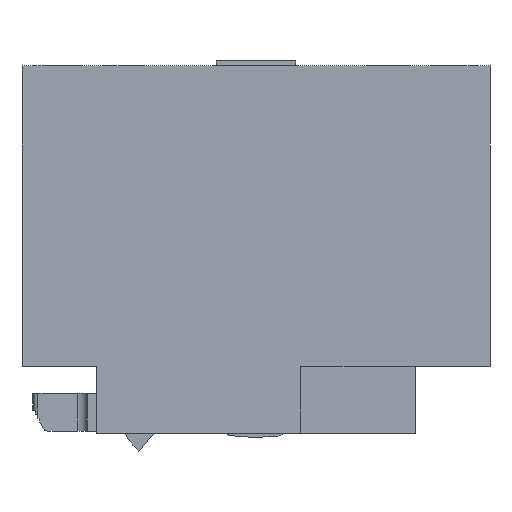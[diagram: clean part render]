
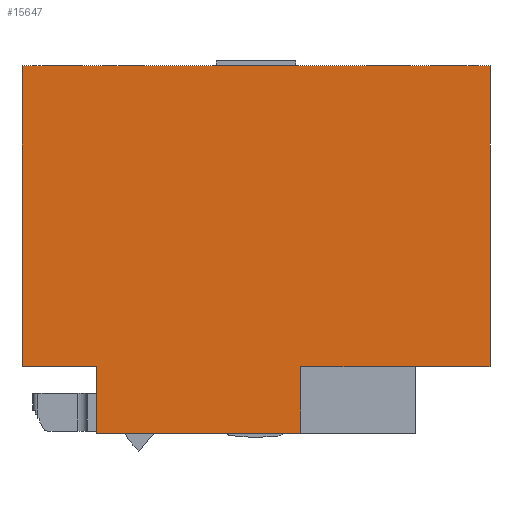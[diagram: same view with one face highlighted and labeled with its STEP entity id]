
A CAD part, left-side view. The second image highlights one B-rep face of the part: STEP entity #15647.
In plain terms, the highlighted planar face has unit normal (-1, 0, 0).
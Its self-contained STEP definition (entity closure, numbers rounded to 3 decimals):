
#2819=DIRECTION('',(0.,1.,0.));
#2820=VECTOR('',#2819,11.5);
#2821=CARTESIAN_POINT('',(0.,7.5,6.7));
#2822=LINE('',#2821,#2820);
#2826=DIRECTION('',(0.,0.,1.));
#2827=VECTOR('',#2826,6.7);
#2828=CARTESIAN_POINT('',(0.,19.,0.));
#2829=LINE('',#2828,#2827);
#2833=DIRECTION('',(0.,-1.,0.));
#2834=VECTOR('',#2833,20.5);
#2835=CARTESIAN_POINT('',(0.,39.5,0.));
#2836=LINE('',#2835,#2834);
#2840=DIRECTION('',(0.,0.,-1.));
#2841=VECTOR('',#2840,6.7);
#2842=CARTESIAN_POINT('',(0.,39.5,6.7));
#2843=LINE('',#2842,#2841);
#2847=DIRECTION('',(0.,-1.,0.));
#2848=VECTOR('',#2847,7.5);
#2849=CARTESIAN_POINT('',(0.,47.,6.7));
#2850=LINE('',#2849,#2848);
#2854=DIRECTION('',(0.,0.,-1.));
#2855=VECTOR('',#2854,30.2);
#2856=CARTESIAN_POINT('',(0.,47.,36.9));
#2857=LINE('',#2856,#2855);
#2861=DIRECTION('',(0.,1.,0.));
#2862=VECTOR('',#2861,47.);
#2863=CARTESIAN_POINT('',(0.,0.,36.9));
#2864=LINE('',#2863,#2862);
#2868=DIRECTION('',(0.,0.,1.));
#2869=VECTOR('',#2868,30.2);
#2870=CARTESIAN_POINT('',(0.,0.,6.7));
#2871=LINE('',#2870,#2869);
#2875=DIRECTION('',(0.,-1.,0.));
#2876=VECTOR('',#2875,7.5);
#2877=CARTESIAN_POINT('',(0.,7.5,6.7));
#2878=LINE('',#2877,#2876);
#11825=CARTESIAN_POINT('',(0.,0.,6.7));
#11826=CARTESIAN_POINT('',(0.,0.,36.9));
#11827=VERTEX_POINT('',#11825);
#11828=VERTEX_POINT('',#11826);
#11829=CARTESIAN_POINT('',(0.,47.,36.9));
#11830=VERTEX_POINT('',#11829);
#11831=CARTESIAN_POINT('',(0.,47.,6.7));
#11832=VERTEX_POINT('',#11831);
#11833=CARTESIAN_POINT('',(0.,39.5,6.7));
#11834=VERTEX_POINT('',#11833);
#11835=CARTESIAN_POINT('',(0.,39.5,0.));
#11836=VERTEX_POINT('',#11835);
#12363=CARTESIAN_POINT('',(0.,7.5,6.7));
#12364=CARTESIAN_POINT('',(0.,19.,6.7));
#12365=VERTEX_POINT('',#12363);
#12366=VERTEX_POINT('',#12364);
#12367=CARTESIAN_POINT('',(0.,19.,0.));
#12368=VERTEX_POINT('',#12367);
#15623=CARTESIAN_POINT('',(0.,0.,0.));
#15624=DIRECTION('',(-1.,0.,0.));
#15625=DIRECTION('',(0.,0.,1.));
#15626=AXIS2_PLACEMENT_3D('',#15623,#15624,#15625);
#15627=PLANE('',#15626);
#15629=ORIENTED_EDGE('',*,*,#15628,.T.);
#15631=ORIENTED_EDGE('',*,*,#15630,.F.);
#15633=ORIENTED_EDGE('',*,*,#15632,.F.);
#15635=ORIENTED_EDGE('',*,*,#15634,.F.);
#15637=ORIENTED_EDGE('',*,*,#15636,.F.);
#15639=ORIENTED_EDGE('',*,*,#15638,.F.);
#15640=ORIENTED_EDGE('',*,*,#15408,.F.);
#15642=ORIENTED_EDGE('',*,*,#15641,.F.);
#15644=ORIENTED_EDGE('',*,*,#15643,.F.);
#15645=EDGE_LOOP('',(#15629,#15631,#15633,#15635,#15637,#15639,#15640,#15642,
#15644));
#15646=FACE_OUTER_BOUND('',#15645,.F.);
#15408=EDGE_CURVE('',#11828,#11830,#2864,.T.);
#15628=EDGE_CURVE('',#12365,#12366,#2822,.T.);
#15630=EDGE_CURVE('',#12368,#12366,#2829,.T.);
#15632=EDGE_CURVE('',#11836,#12368,#2836,.T.);
#15634=EDGE_CURVE('',#11834,#11836,#2843,.T.);
#15636=EDGE_CURVE('',#11832,#11834,#2850,.T.);
#15638=EDGE_CURVE('',#11830,#11832,#2857,.T.);
#15641=EDGE_CURVE('',#11827,#11828,#2871,.T.);
#15643=EDGE_CURVE('',#12365,#11827,#2878,.T.);
#15647=ADVANCED_FACE('',(#15646),#15627,.T.);
